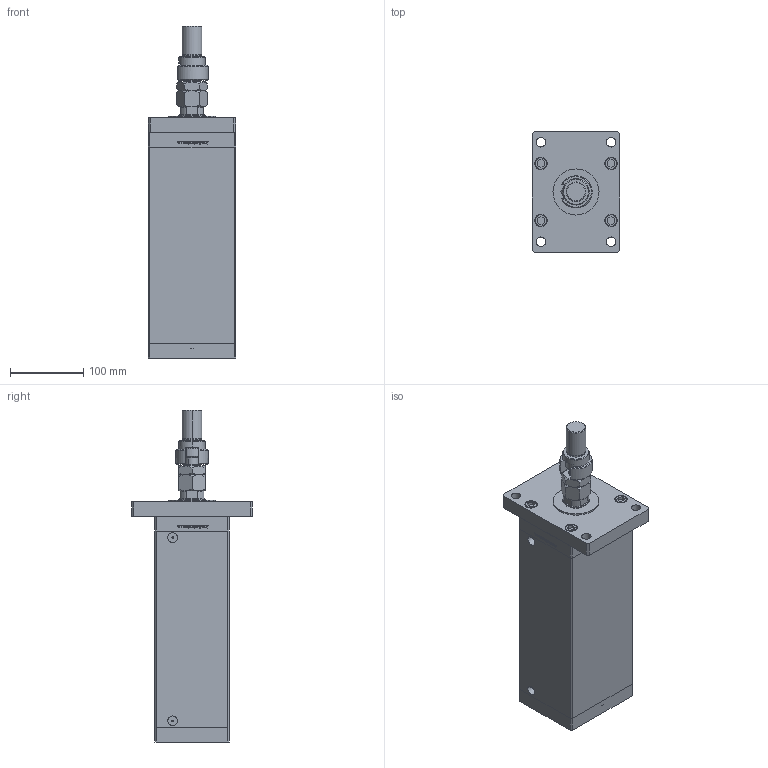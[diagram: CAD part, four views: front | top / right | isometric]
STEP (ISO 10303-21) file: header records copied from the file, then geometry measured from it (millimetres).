
FILE_DESCRIPTION (( 'STEP AP203' ), '1' );
FILE_NAME ('bc83.STEP', '2022-04-15T04:26:07', ( '' ), ( '' ), 'SwSTEP 2.0', 'SolidWorks 2019', '' );
FILE_SCHEMA (( 'CONFIG_CONTROL_DESIGN' ));
Length unit declared in the file: millimetre
Products named in the file (10): FEMALE_PART_FOR_DFA 4f698ded9769e1946c8e69f8e619e470; V220C_F_MIDDLE 4f698ded9769e1946c8e69f8e619e470; DFA 4f698ded9769e1946c8e69f8e619e470; ALLEN BOLT 4f698ded9769e1946c8e69f8e619e470; V220C_FRONT_F 4f698ded9769e1946c8e69f8e619e470; bc83; MFA 4f698ded9769e1946c8e69f8e619e470; V220C BACK_F 4f698ded9769e1946c8e69f8e619e470; V220C_F 4f698ded9769e1946c8e69f8e619e470; V220C_VC_F 4f698ded9769e1946c8e69f8e619e470
Assembly tree (22 placements, depth 3):
  bc83
    V220C BACK_F 4f698ded9769e1946c8e69f8e619e470
    V220C_F_MIDDLE 4f698ded9769e1946c8e69f8e619e470
    V220C_FRONT_F 4f698ded9769e1946c8e69f8e619e470
    V220C_F 4f698ded9769e1946c8e69f8e619e470
    ALLEN BOLT 4f698ded9769e1946c8e69f8e619e470  x14
    V220C_VC_F 4f698ded9769e1946c8e69f8e619e470
    DFA 4f698ded9769e1946c8e69f8e619e470
      FEMALE_PART_FOR_DFA 4f698ded9769e1946c8e69f8e619e470
      MFA 4f698ded9769e1946c8e69f8e619e470
Bounding box: 120 x 165 x 454 mm (x, y, z)
Volume: 3708051.9 mm3; surface area: 435510.2 mm2
Topology: 21 solids, 21 shells, 1396 faces, 3452 edges, 2241 vertices
Faces by surface type: plane 545, bspline 484, cylinder 201, cone 102, torus 64
Entity records: 56798 total; most frequent: CARTESIAN_POINT 31341, ORIENTED_EDGE 5704, DIRECTION 3480, EDGE_CURVE 2852, VERTEX_POINT 1877, LINE 1440, VECTOR 1440, EDGE_LOOP 1297
